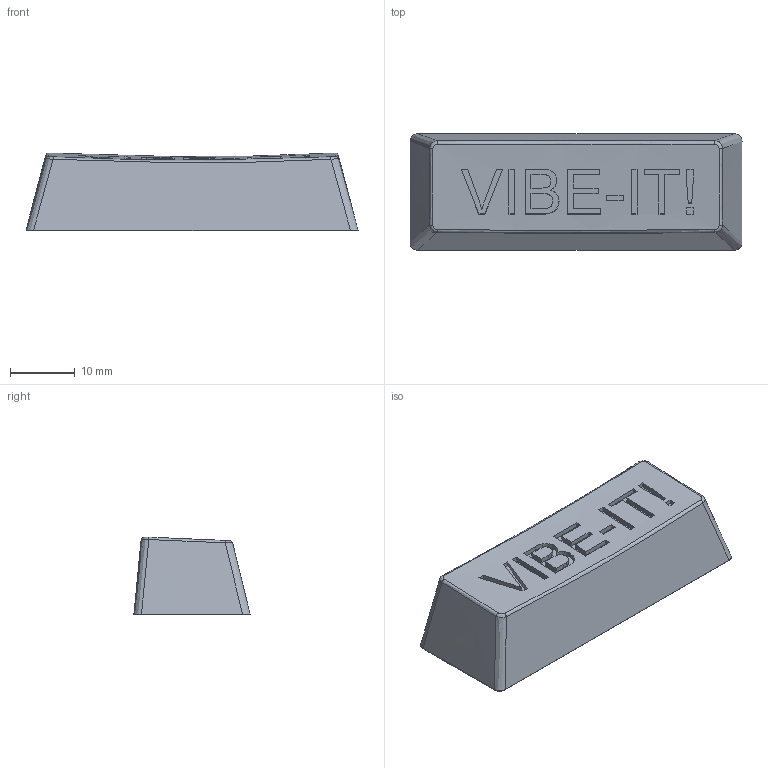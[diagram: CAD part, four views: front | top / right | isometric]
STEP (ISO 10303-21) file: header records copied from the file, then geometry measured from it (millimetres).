
FILE_DESCRIPTION(/* description */ (''),/* implementation_level */ '2;1');
FILE_NAME(/* name */ 'keycap.step',/* time_stamp */ '2025-06-06T15:45:40+01:00',/* author */ (''),/* organization */ (''),/* preprocessor_version */ 'ST-DEVELOPER v20.1',/* originating_system */ 'Autodesk Translation Framework v14.10.0.0',/* authorisation */ '');
FILE_SCHEMA (('AUTOMOTIVE_DESIGN { 1 0 10303 214 3 1 1 }'));
Length unit declared in the file: millimetre
Products named in the file (1): Key_Generator_OEM_v6
Bounding box: 51.28 x 17.96 x 12.02 mm (x, y, z)
Volume: 3365.8 mm3; surface area: 4735.7 mm2
Topology: 1 solids, 1 shells, 192 faces, 498 edges, 320 vertices
Faces by surface type: plane 92, bspline 79, cylinder 19, torus 2
Full cylindrical faces by diameter (mm): 5.5 x1
Entity records: 8933 total; most frequent: CARTESIAN_POINT 4957, ORIENTED_EDGE 996, DIRECTION 499, EDGE_CURVE 498, VERTEX_POINT 320, B_SPLINE_CURVE_WITH_KNOTS 276, EDGE_LOOP 204, FACE_OUTER_BOUND 192
